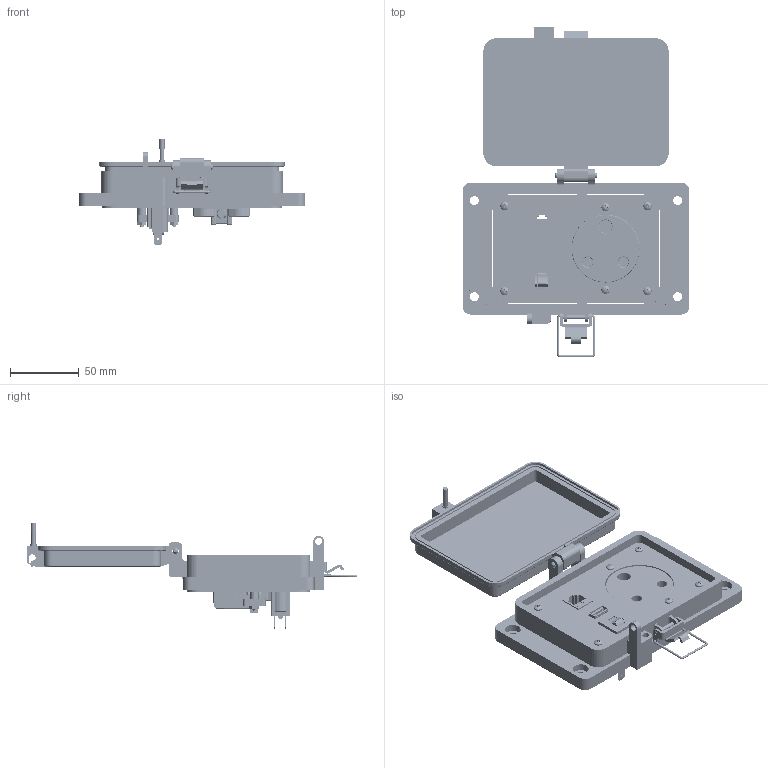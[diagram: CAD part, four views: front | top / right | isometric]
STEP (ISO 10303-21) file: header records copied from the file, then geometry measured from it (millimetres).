
FILE_DESCRIPTION (( 'STEP AP203' ), '1' );
FILE_NAME ('P-P22R2-M3RU3_3D.STEP', '2023-03-14T13:54:32', ( '' ), ( '' ), 'SwSTEP 2.0', 'SolidWorks 2021', '' );
FILE_SCHEMA (( 'CONFIG_CONTROL_DESIGN' ));
Length unit declared in the file: millimetre
Products named in the file (28): Z-200-OTLT-RU_GND TERMINAL; -M3; Z-200-OTLT-RU_LN TERMINAL; P-P22R2-M3RU3_TP060_1; P-P22R2-M3RU3_3D; P-P22R2-M3RU3_FP120_1; Z-H-M3_B; Z-CB-SM; Z-300-USB-A-FF; Z-200-OTLT-RU_TERMINAL BLOCK SCREW; Z-200-OTLT-RU_TERMINAL SCREW; P22; R2; 92005A124_METRIC PAN HEAD PHILLIPS MACHINE SCREW_92005A124; Z-000-44011_4FH_90273A117; Z-200-OTLT-RU_FRONT; P-P22R2-M3RU3_TP180_2; Z-200-OTLT-RU_TERMINAL BLOCK; Z-200-OTLT-RU_GROUND STRAP; Z-300-RJ45CAT5; Z-002-M3HN_93825A110; M3PH_16M3; Z-001-SPR_3_4; CBX; P-P22R2-M3RU3_BP180_1; Z-000-4243316TFP; Z-200-OTLT-RU; Z-002-4401_4HN_90675A005
Assembly tree (41 placements, depth 3):
  P-P22R2-M3RU3_3D
    -M3
      Z-H-M3_B
    P-P22R2-M3RU3_BP180_1
    P-P22R2-M3RU3_FP120_1
    P-P22R2-M3RU3_TP060_1
    P-P22R2-M3RU3_TP180_2
    Z-000-4243316TFP  x3
    P22
      Z-300-USB-A-FF
    Z-000-44011_4FH_90273A117  x2
    Z-001-SPR_3_4  x2
    Z-002-4401_4HN_90675A005  x2
    R2
      Z-300-RJ45CAT5
    CBX
      Z-CB-SM
    Z-200-OTLT-RU
      Z-200-OTLT-RU_FRONT
      Z-200-OTLT-RU_TERMINAL BLOCK
      Z-200-OTLT-RU_LN TERMINAL  x2
      Z-200-OTLT-RU_GND TERMINAL
      Z-200-OTLT-RU_GROUND STRAP
      Z-200-OTLT-RU_TERMINAL SCREW  x3
      Z-200-OTLT-RU_TERMINAL BLOCK SCREW  x2
    M3PH_16M3  x2
    Z-002-M3HN_93825A110  x2
    92005A124_METRIC PAN HEAD PHILLIPS MACHINE SCREW_92005A124  x4
Bounding box: 164.96 x 240.59 x 77.07 mm (x, y, z)
Volume: 283912.4 mm3; surface area: 161147.9 mm2
Topology: 45 solids, 45 shells, 3982 faces, 11185 edges, 7352 vertices
Faces by surface type: cylinder 1987, plane 1312, bspline 330, cone 241, torus 84, sphere 28
Entity records: 107271 total; most frequent: CARTESIAN_POINT 43031, ORIENTED_EDGE 14100, DIRECTION 11085, EDGE_CURVE 7050, VERTEX_POINT 4634, VECTOR 3911, LINE 3911, AXIS2_PLACEMENT_3D 3587
